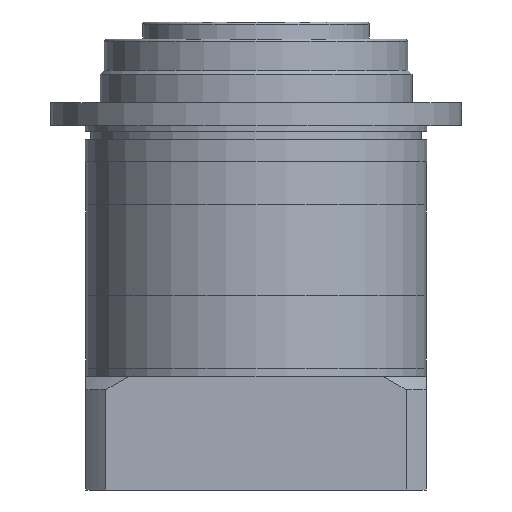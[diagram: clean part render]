
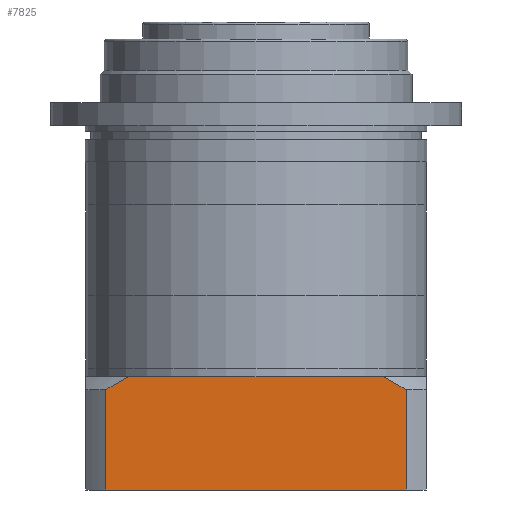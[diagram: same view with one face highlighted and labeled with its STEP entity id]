
A CAD part, front view. The second image highlights one B-rep face of the part: STEP entity #7825.
In plain terms, the highlighted planar face has unit normal (0, -1, 0).
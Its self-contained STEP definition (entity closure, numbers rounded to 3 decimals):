
#41 = VERTEX_POINT ( 'NONE', #3811 ) ;
#117 = FACE_OUTER_BOUND ( 'NONE', #3742, .T. ) ;
#334 = VECTOR ( 'NONE', #7505, 1000. ) ;
#358 = EDGE_CURVE ( 'NONE', #1592, #1792, #1294, .T. ) ;
#478 = DIRECTION ( 'NONE',  ( -1., 0., 0. ) ) ;
#482 = CARTESIAN_POINT ( 'NONE',  ( 52.915, -60., -40. ) ) ;
#559 = ORIENTED_EDGE ( 'NONE', *, *, #679, .F. ) ;
#679 = EDGE_CURVE ( 'NONE', #1792, #41, #4892, .T. ) ;
#709 = DIRECTION ( 'NONE',  ( 0., 1., 0. ) ) ;
#748 = LINE ( 'NONE', #4204, #334 ) ;
#757 = LINE ( 'NONE', #6374, #4071 ) ;
#1048 = CARTESIAN_POINT ( 'NONE',  ( 0., -60., 0. ) ) ;
#1065 = ORIENTED_EDGE ( 'NONE', *, *, #4060, .T. ) ;
#1107 = VERTEX_POINT ( 'NONE', #7556 ) ;
#1294 = LINE ( 'NONE', #482, #8084 ) ;
#1534 = EDGE_CURVE ( 'NONE', #2711, #3512, #6720, .T. ) ;
#1554 = CARTESIAN_POINT ( 'NONE',  ( -52.915, -60., -40. ) ) ;
#1592 = VERTEX_POINT ( 'NONE', #4201 ) ;
#1630 = ORIENTED_EDGE ( 'NONE', *, *, #1534, .T. ) ;
#1792 = VERTEX_POINT ( 'NONE', #1554 ) ;
#2447 = CARTESIAN_POINT ( 'NONE',  ( -52.915, -60., -4.663 ) ) ;
#2652 = DIRECTION ( 'NONE',  ( -1., 0., 0. ) ) ;
#2711 = VERTEX_POINT ( 'NONE', #8055 ) ;
#3039 = CARTESIAN_POINT ( 'NONE',  ( 50.308, -60., -3.055 ) ) ;
#3274 = B_SPLINE_CURVE_WITH_KNOTS ( 'NONE', 3,
 ( #6979, #3039, #7649, #3704 ),
 .UNSPECIFIED., .F., .F.,
 ( 4, 4 ),
 ( 0., 0.009 ),
 .UNSPECIFIED. ) ;
#3512 = VERTEX_POINT ( 'NONE', #1048 ) ;
#3704 = CARTESIAN_POINT ( 'NONE',  ( 45., -60., 0. ) ) ;
#3742 = EDGE_LOOP ( 'NONE', ( #8262, #1065, #1630, #6985, #7997, #559, #3810 ) ) ;
#3810 = ORIENTED_EDGE ( 'NONE', *, *, #358, .F. ) ;
#3811 = CARTESIAN_POINT ( 'NONE',  ( -52.915, -60., -4.663 ) ) ;
#4013 = CARTESIAN_POINT ( 'NONE',  ( 52.915, -60., -40. ) ) ;
#4060 = EDGE_CURVE ( 'NONE', #7598, #2711, #3274, .T. ) ;
#4071 = VECTOR ( 'NONE', #478, 1000. ) ;
#4113 = EDGE_CURVE ( 'NONE', #1107, #41, #6328, .T. ) ;
#4201 = CARTESIAN_POINT ( 'NONE',  ( 52.915, -60., -40. ) ) ;
#4204 = CARTESIAN_POINT ( 'NONE',  ( 52.915, -60., -40. ) ) ;
#4774 = VECTOR ( 'NONE', #2652, 1000. ) ;
#4881 = AXIS2_PLACEMENT_3D ( 'NONE', #4013, #709, #5332 ) ;
#4892 = LINE ( 'NONE', #8189, #8397 ) ;
#5048 = CARTESIAN_POINT ( 'NONE',  ( -45., -60., 0. ) ) ;
#5332 = DIRECTION ( 'NONE',  ( 0., 0., 1. ) ) ;
#6328 = B_SPLINE_CURVE_WITH_KNOTS ( 'NONE', 3,
 ( #5048, #8336, #6352, #2447 ),
 .UNSPECIFIED., .F., .F.,
 ( 4, 4 ),
 ( 0., 0.009 ),
 .UNSPECIFIED. ) ;
#6352 = CARTESIAN_POINT ( 'NONE',  ( -50.308, -60., -3.055 ) ) ;
#6374 = CARTESIAN_POINT ( 'NONE',  ( 52.915, -60., 0. ) ) ;
#6470 = DIRECTION ( 'NONE',  ( -1., 0., 0. ) ) ;
#6720 = LINE ( 'NONE', #7129, #4774 ) ;
#6979 = CARTESIAN_POINT ( 'NONE',  ( 52.915, -60., -4.663 ) ) ;
#6985 = ORIENTED_EDGE ( 'NONE', *, *, #7104, .T. ) ;
#7104 = EDGE_CURVE ( 'NONE', #3512, #1107, #757, .T. ) ;
#7129 = CARTESIAN_POINT ( 'NONE',  ( 52.915, -60., 0. ) ) ;
#7404 = DIRECTION ( 'NONE',  ( 0., 0., 1. ) ) ;
#7489 = EDGE_CURVE ( 'NONE', #1592, #7598, #748, .T. ) ;
#7505 = DIRECTION ( 'NONE',  ( 0., 0., 1. ) ) ;
#7556 = CARTESIAN_POINT ( 'NONE',  ( -45., -60., 0. ) ) ;
#7598 = VERTEX_POINT ( 'NONE', #8367 ) ;
#7649 = CARTESIAN_POINT ( 'NONE',  ( 47.673, -60., -1.496 ) ) ;
#7825 = ADVANCED_FACE ( 'NONE', ( #117 ), #7947, .F. ) ;
#7947 = PLANE ( 'NONE',  #4881 ) ;
#7997 = ORIENTED_EDGE ( 'NONE', *, *, #4113, .T. ) ;
#8055 = CARTESIAN_POINT ( 'NONE',  ( 45., -60., 0. ) ) ;
#8084 = VECTOR ( 'NONE', #6470, 1000. ) ;
#8189 = CARTESIAN_POINT ( 'NONE',  ( -52.915, -60., -40. ) ) ;
#8262 = ORIENTED_EDGE ( 'NONE', *, *, #7489, .T. ) ;
#8336 = CARTESIAN_POINT ( 'NONE',  ( -47.673, -60., -1.496 ) ) ;
#8367 = CARTESIAN_POINT ( 'NONE',  ( 52.915, -60., -4.663 ) ) ;
#8397 = VECTOR ( 'NONE', #7404, 1000. ) ;
